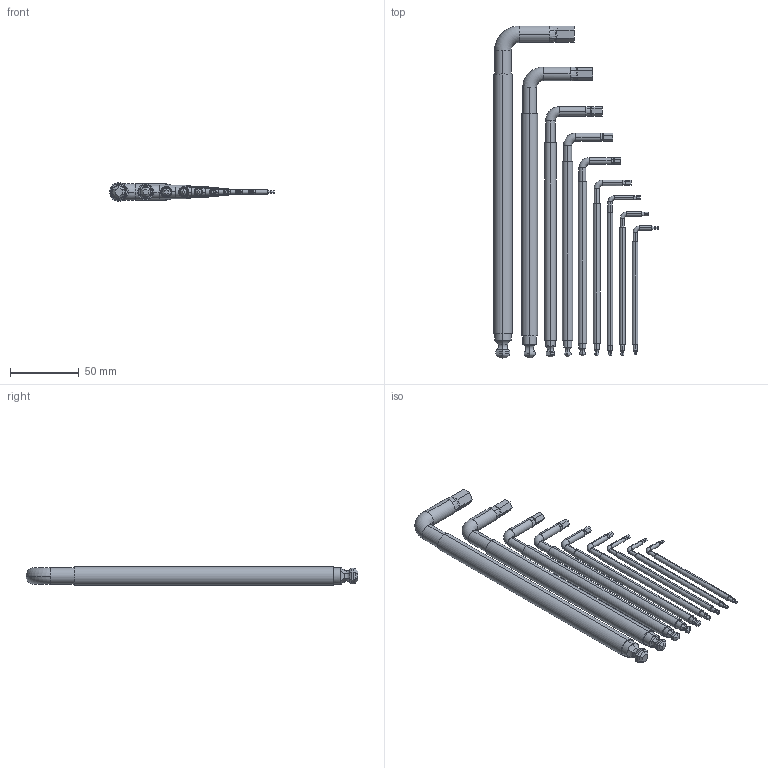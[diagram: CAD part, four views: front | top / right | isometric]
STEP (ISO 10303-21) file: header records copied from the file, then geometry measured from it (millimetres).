
FILE_DESCRIPTION (( 'STEP AP214' ), '1' );
FILE_NAME ('Wera hex-plus 1,5 - 10.STEP', '2021-11-02T19:15:38', ( '' ), ( '' ), 'SwSTEP 2.0', 'SolidWorks 2020', '' );
FILE_SCHEMA (( 'AUTOMOTIVE_DESIGN' ));
Length unit declared in the file: millimetre
Products named in the file (10): wera hex-plus 1,5; wera hex-plus 2,5; wera hex-plus 6; wera hex-plus 2; Wera hex-plus 1,5 - 10; wera hex-plus 3; wera hex-plus 8; wera hex-plus 4; wera hex-plus 5; wera hex-plus 10
Assembly tree (9 placements, depth 2):
  Wera hex-plus 1,5 - 10
    wera hex-plus 1,5
    wera hex-plus 10
    wera hex-plus 2
    wera hex-plus 2,5
    wera hex-plus 3
    wera hex-plus 4
    wera hex-plus 5
    wera hex-plus 6
    wera hex-plus 8
Bounding box: 120.24 x 242 x 13.6 mm (x, y, z)
Volume: 88471.7 mm3; surface area: 39391.3 mm2
Topology: 9 solids, 9 shells, 600 faces, 1308 edges, 744 vertices
Faces by surface type: plane 246, cylinder 228, bspline 108, torus 18
Entity records: 27080 total; most frequent: CARTESIAN_POINT 8418, ORIENTED_EDGE 2616, DIRECTION 2066, EDGE_CURVE 1308, VERTEX_POINT 744, VECTOR 702, LINE 702, AXIS2_PLACEMENT_3D 682
